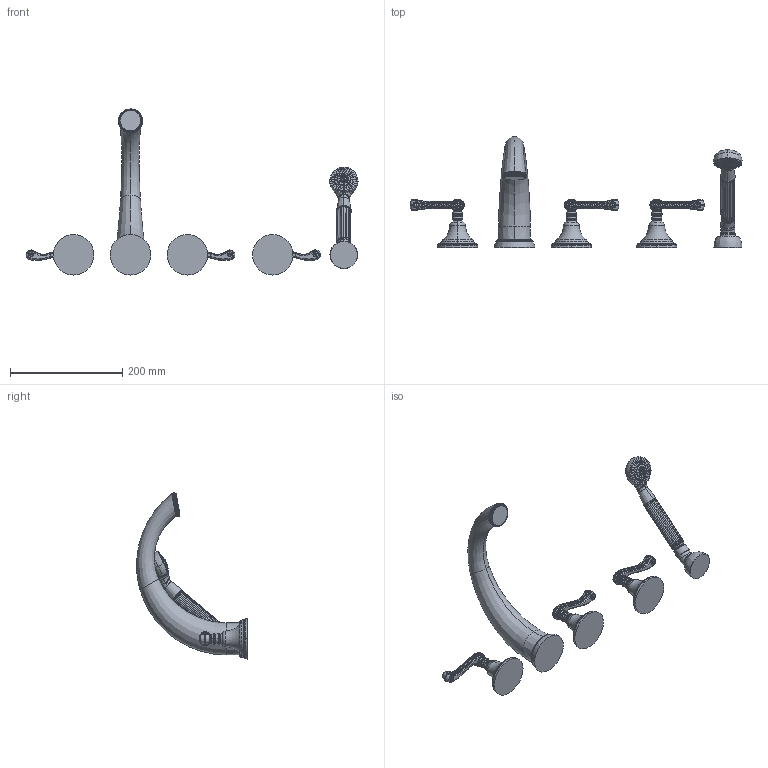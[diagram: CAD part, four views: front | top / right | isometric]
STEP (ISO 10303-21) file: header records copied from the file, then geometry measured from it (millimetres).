
FILE_DESCRIPTION((''),'2;1');
FILE_NAME('3-1027','2021-03-17T09:52:19',('jinson.thomas'),(''),'CREO PARAMETRIC BY PTC INC, 2018400','CREO PARAMETRIC BY PTC INC, 2018400','');
FILE_SCHEMA(('CONFIG_CONTROL_DESIGN'));
Products named in the file (1): 3-1027
Bounding box: 592.77 x 198.07 x 296.72 mm (x, y, z)
Volume: 1037092 mm3; surface area: 142629 mm2
Topology: 5 solids, 5 shells, 2990 faces, 8120 edges, 5316 vertices
Faces by surface type: bspline 732, cylinder 569, torus 450, plane 426, cone 310, extrusion 303, sphere 200
Entity records: 169452 total; most frequent: CARTESIAN_POINT 105777, ORIENTED_EDGE 16212, DIRECTION 8629, EDGE_CURVE 8106, B_SPLINE_CURVE_WITH_KNOTS 5591, VERTEX_POINT 5316, AXIS2_PLACEMENT_3D 3553, EDGE_LOOP 3230
